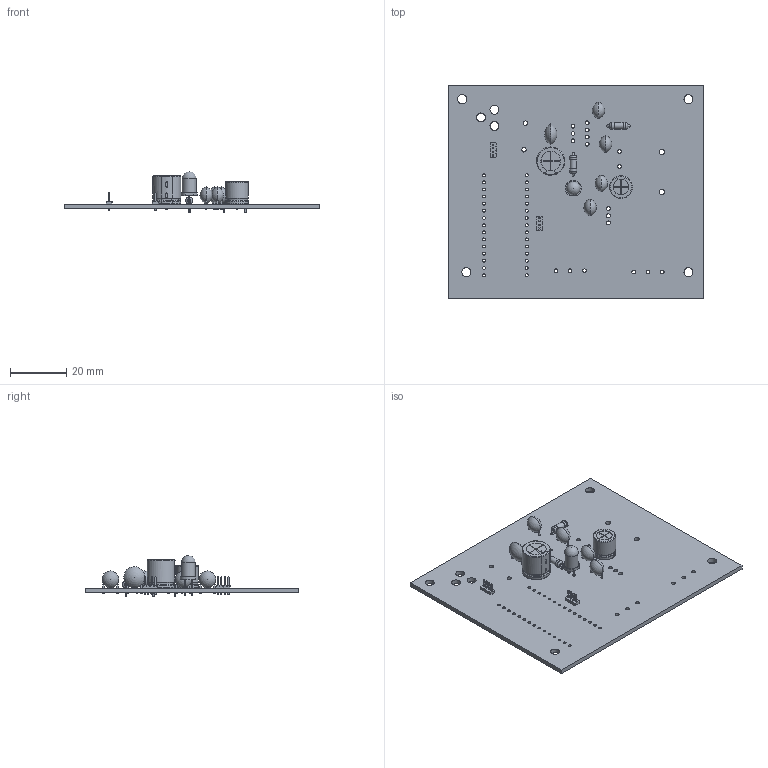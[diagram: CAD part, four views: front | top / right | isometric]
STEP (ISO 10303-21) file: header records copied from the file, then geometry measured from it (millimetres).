
FILE_DESCRIPTION(('KiCad electronic assembly'),'2;1');
FILE_NAME('POWERBOARD.step','2025-01-16T22:58:51',('Pcbnew'),('Kicad'), 'Open CASCADE STEP processor 7.8','KiCad to STEP converter','Unknown' );
FILE_SCHEMA(('AUTOMOTIVE_DESIGN { 1 0 10303 214 1 1 1 1 }'));
Length unit declared in the file: millimetre
Products named in the file (16): POWERBOARD 1; C_Disc_D6.0mm_W4.4mm_P5.00mm; C_Disc_D60mm_W44mm_P500mm; C_Disc_D7.5mm_W4.4mm_P5.00mm; C_Disc_D75mm_W44mm_P500mm; PinHeader_1x04_P1.27mm_Vertical; PinHeader_1x04_P127mm_Vertical; LED_D5.0mm_Clear; CP_Radial_D10.0mm_P5.00mm; CP_Radial_D100mm_P500mm; R_Axial_DIN0207_L6.3mm_D2.5mm_P7.62mm_Horizontal; R_Axial_DIN0207_L63mm_D25mm_P762mm_Horizontal; CP_Radial_D8.0mm_P3.50mm; CP_Radial_D80mm_P350mm; POWERBOARD_PCB
Assembly tree (20 placements, depth 3):
  POWERBOARD 1
    C_Disc_D6.0mm_W4.4mm_P5.00mm  x4
      C_Disc_D60mm_W44mm_P500mm
    C_Disc_D7.5mm_W4.4mm_P5.00mm
      C_Disc_D75mm_W44mm_P500mm
    PinHeader_1x04_P1.27mm_Vertical  x2
      PinHeader_1x04_P127mm_Vertical
    LED_D5.0mm_Clear
      LED_D5.0mm_Clear
    CP_Radial_D10.0mm_P5.00mm
      CP_Radial_D100mm_P500mm
    R_Axial_DIN0207_L6.3mm_D2.5mm_P7.62mm_Horizontal  x2
      R_Axial_DIN0207_L63mm_D25mm_P762mm_Horizontal
    CP_Radial_D8.0mm_P3.50mm
      CP_Radial_D80mm_P350mm
    POWERBOARD_PCB
Bounding box: 91 x 76 x 14.6 mm (x, y, z)
Volume: 12668.8 mm3; surface area: 16553.4 mm2
Topology: 13 solids, 15 shells, 495 faces, 1224 edges, 781 vertices
Faces by surface type: plane 287, cylinder 154, revolution 18, bspline 13, torus 12, sphere 11
Full cylindrical faces by diameter (mm): 0.5 x12, 0.6 x4, 0.65 x8, 0.7 x2, 0.8 x16, 0.9 x2, 1 x32, 1.3 x8, 1.321 x7, 1.372 x3, 1.55 x2, 1.876 x2, 2.25 x2, 2.5 x4, 3.2 x7, 4.9 x1
Entity records: 15195 total; most frequent: CARTESIAN_POINT 4413, DIRECTION 1805, ORIENTED_EDGE 1730, EDGE_CURVE 865, AXIS2_PLACEMENT_3D 658, VERTEX_POINT 562, FACE_BOUND 539, EDGE_LOOP 539
